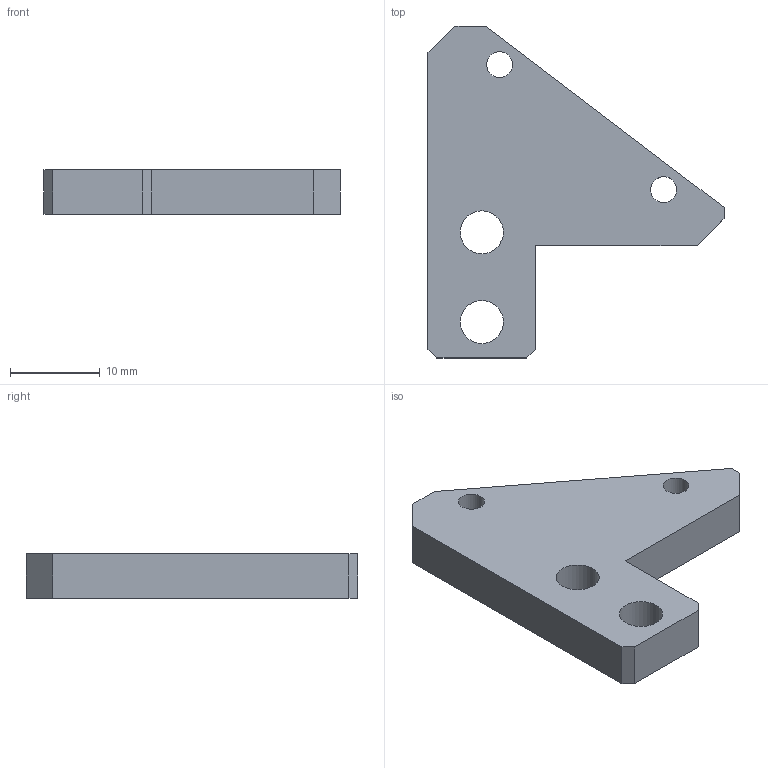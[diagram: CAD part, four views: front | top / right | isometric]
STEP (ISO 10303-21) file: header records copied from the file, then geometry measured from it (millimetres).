
FILE_DESCRIPTION (( 'STEP AP214' ), '1' );
FILE_NAME ('support_right_encoder_bot_bis.STEP', '2021-04-15T07:47:17', ( '' ), ( '' ), 'SwSTEP 2.0', 'SolidWorks 2020', '' );
FILE_SCHEMA (( 'AUTOMOTIVE_DESIGN' ));
Length unit declared in the file: millimetre
Products named in the file (1): support_right_encoder_bot_bis
Bounding box: 33 x 37 x 5 mm (x, y, z)
Volume: 3152.1 mm3; surface area: 2112.3 mm2
Topology: 1 solids, 1 shells, 17 faces, 45 edges, 30 vertices
Faces by surface type: plane 13, cylinder 4
Full cylindrical faces by diameter (mm): 2.9 x2, 4.8 x2
Entity records: 557 total; most frequent: CARTESIAN_POINT 89, DIRECTION 85, ORIENTED_EDGE 82, EDGE_CURVE 41, LINE 33, VECTOR 33, VERTEX_POINT 30, EDGE_LOOP 29
